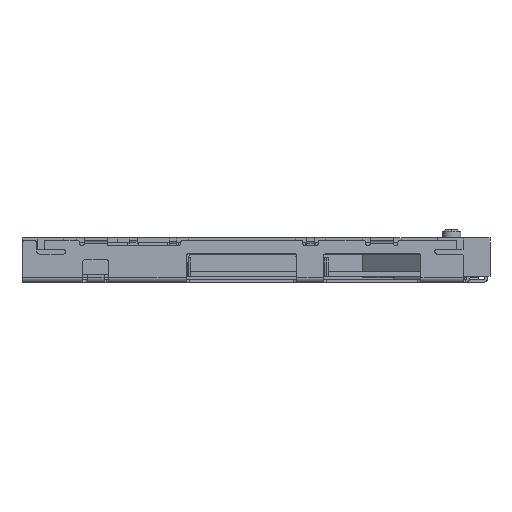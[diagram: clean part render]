
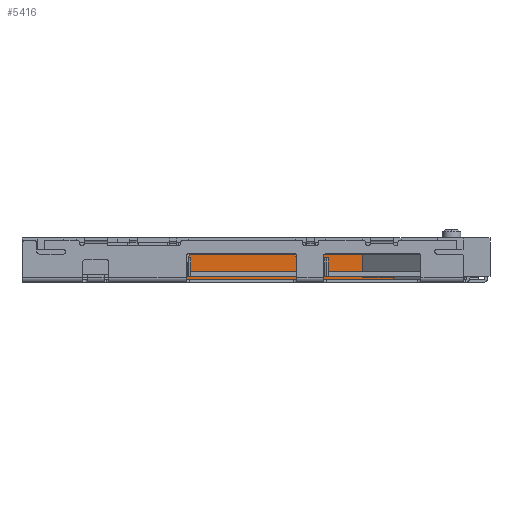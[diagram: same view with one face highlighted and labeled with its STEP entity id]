
A CAD part, left-side view. The second image highlights one B-rep face of the part: STEP entity #5416.
In plain terms, the highlighted planar face has unit normal (-1, 0, 0).
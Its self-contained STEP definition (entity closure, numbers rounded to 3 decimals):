
#2 = LINE ( 'NONE', #21271, #8973 ) ;
#36 = VECTOR ( 'NONE', #21565, 1000. ) ;
#813 = VERTEX_POINT ( 'NONE', #18551 ) ;
#1157 = EDGE_CURVE ( 'NONE', #23658, #2983, #6944, .T. ) ;
#1385 = LINE ( 'NONE', #21275, #2873 ) ;
#1460 = VECTOR ( 'NONE', #20435, 1000. ) ;
#2375 = CARTESIAN_POINT ( 'NONE',  ( 7.6, 0.521, -18.3 ) ) ;
#2873 = VECTOR ( 'NONE', #11708, 1000. ) ;
#2983 = VERTEX_POINT ( 'NONE', #13633 ) ;
#3311 = DIRECTION ( 'NONE',  ( 0., -1., 0. ) ) ;
#3607 = CARTESIAN_POINT ( 'NONE',  ( 7.6, 22.021, -18.3 ) ) ;
#3647 = CARTESIAN_POINT ( 'NONE',  ( 7.6, 6.321, -16.7 ) ) ;
#4045 = ORIENTED_EDGE ( 'NONE', *, *, #25861, .F. ) ;
#4069 = CARTESIAN_POINT ( 'NONE',  ( 7.6, 5.821, -18.3 ) ) ;
#4135 = CARTESIAN_POINT ( 'NONE',  ( 7.6, 21.721, -18.4 ) ) ;
#4171 = CARTESIAN_POINT ( 'NONE',  ( 7.6, 0.521, -18.4 ) ) ;
#4296 = VERTEX_POINT ( 'NONE', #4069 ) ;
#4303 = DIRECTION ( 'NONE',  ( 0., 1., 0. ) ) ;
#4415 = DIRECTION ( 'NONE',  ( 0., -1., 0. ) ) ;
#4691 = LINE ( 'NONE', #20914, #21971 ) ;
#4901 = CARTESIAN_POINT ( 'NONE',  ( 7.6, 21.721, -16.7 ) ) ;
#5028 = VECTOR ( 'NONE', #28855, 1000. ) ;
#5416 = ADVANCED_FACE ( 'NONE', ( #21040 ), #27291, .F. ) ;
#6208 = EDGE_CURVE ( 'NONE', #4296, #813, #9703, .T. ) ;
#6333 = LINE ( 'NONE', #3647, #1460 ) ;
#6944 = LINE ( 'NONE', #27289, #17860 ) ;
#8963 = VECTOR ( 'NONE', #10921, 1000. ) ;
#8973 = VECTOR ( 'NONE', #16131, 1000. ) ;
#9703 = LINE ( 'NONE', #3607, #8963 ) ;
#10021 = AXIS2_PLACEMENT_3D ( 'NONE', #29591, #20205, #27195 ) ;
#10440 = EDGE_CURVE ( 'NONE', #2983, #4296, #28184, .T. ) ;
#10921 = DIRECTION ( 'NONE',  ( 0., -1., 0. ) ) ;
#10993 = VERTEX_POINT ( 'NONE', #4135 ) ;
#11655 = VERTEX_POINT ( 'NONE', #4901 ) ;
#11708 = DIRECTION ( 'NONE',  ( 0., -1., 0. ) ) ;
#11824 = CARTESIAN_POINT ( 'NONE',  ( 7.6, 22.021, -18.4 ) ) ;
#12105 = ORIENTED_EDGE ( 'NONE', *, *, #15066, .F. ) ;
#12216 = CARTESIAN_POINT ( 'NONE',  ( 7.6, 12.621, -18.4 ) ) ;
#12347 = ORIENTED_EDGE ( 'NONE', *, *, #14552, .F. ) ;
#13633 = CARTESIAN_POINT ( 'NONE',  ( 7.6, 5.821, -16.65 ) ) ;
#14552 = EDGE_CURVE ( 'NONE', #11655, #18932, #4691, .T. ) ;
#14656 = ORIENTED_EDGE ( 'NONE', *, *, #18961, .T. ) ;
#15066 = EDGE_CURVE ( 'NONE', #16845, #26176, #20842, .T. ) ;
#15206 = EDGE_CURVE ( 'NONE', #10993, #26176, #29375, .T. ) ;
#15953 = VECTOR ( 'NONE', #4303, 1000. ) ;
#16131 = DIRECTION ( 'NONE',  ( 0., 0., 1. ) ) ;
#16845 = VERTEX_POINT ( 'NONE', #20237 ) ;
#16860 = DIRECTION ( 'NONE',  ( 0., 0., -1. ) ) ;
#17499 = EDGE_CURVE ( 'NONE', #23658, #18932, #6333, .T. ) ;
#17860 = VECTOR ( 'NONE', #3311, 1000. ) ;
#18551 = CARTESIAN_POINT ( 'NONE',  ( 7.6, 0.521, -18.3 ) ) ;
#18932 = VERTEX_POINT ( 'NONE', #28645 ) ;
#18961 = EDGE_CURVE ( 'NONE', #16845, #22928, #1385, .T. ) ;
#19156 = LINE ( 'NONE', #2375, #36 ) ;
#19164 = CARTESIAN_POINT ( 'NONE',  ( 7.6, 5.821, -18.3 ) ) ;
#20205 = DIRECTION ( 'NONE',  ( 1., 0., 0. ) ) ;
#20237 = CARTESIAN_POINT ( 'NONE',  ( 7.6, 10.221, -18.4 ) ) ;
#20341 = VECTOR ( 'NONE', #16860, 1000. ) ;
#20435 = DIRECTION ( 'NONE',  ( 0., 0., -1. ) ) ;
#20585 = ORIENTED_EDGE ( 'NONE', *, *, #17499, .T. ) ;
#20842 = LINE ( 'NONE', #25731, #15953 ) ;
#20914 = CARTESIAN_POINT ( 'NONE',  ( 7.6, 22.021, -16.7 ) ) ;
#21040 = FACE_OUTER_BOUND ( 'NONE', #23180, .T. ) ;
#21271 = CARTESIAN_POINT ( 'NONE',  ( 7.6, 21.721, -18.3 ) ) ;
#21275 = CARTESIAN_POINT ( 'NONE',  ( 7.6, 22.021, -18.4 ) ) ;
#21565 = DIRECTION ( 'NONE',  ( 0., 0., -1. ) ) ;
#21971 = VECTOR ( 'NONE', #4415, 1000. ) ;
#22928 = VERTEX_POINT ( 'NONE', #4171 ) ;
#23180 = EDGE_LOOP ( 'NONE', ( #12105, #14656, #23448, #30167, #25048, #30444, #20585, #12347, #4045, #26029 ) ) ;
#23448 = ORIENTED_EDGE ( 'NONE', *, *, #29127, .F. ) ;
#23658 = VERTEX_POINT ( 'NONE', #28900 ) ;
#25048 = ORIENTED_EDGE ( 'NONE', *, *, #10440, .F. ) ;
#25731 = CARTESIAN_POINT ( 'NONE',  ( 7.6, 11.121, -18.4 ) ) ;
#25861 = EDGE_CURVE ( 'NONE', #10993, #11655, #2, .T. ) ;
#26029 = ORIENTED_EDGE ( 'NONE', *, *, #15206, .T. ) ;
#26176 = VERTEX_POINT ( 'NONE', #12216 ) ;
#27195 = DIRECTION ( 'NONE',  ( 0., 0., -1. ) ) ;
#27289 = CARTESIAN_POINT ( 'NONE',  ( 7.6, 22.021, -16.65 ) ) ;
#27291 = PLANE ( 'NONE',  #10021 ) ;
#28184 = LINE ( 'NONE', #19164, #20341 ) ;
#28645 = CARTESIAN_POINT ( 'NONE',  ( 7.6, 6.321, -16.7 ) ) ;
#28855 = DIRECTION ( 'NONE',  ( 0., -1., 0. ) ) ;
#28900 = CARTESIAN_POINT ( 'NONE',  ( 7.6, 6.321, -16.65 ) ) ;
#29127 = EDGE_CURVE ( 'NONE', #813, #22928, #19156, .T. ) ;
#29375 = LINE ( 'NONE', #11824, #5028 ) ;
#29591 = CARTESIAN_POINT ( 'NONE',  ( 7.6, 22.021, -18.3 ) ) ;
#30167 = ORIENTED_EDGE ( 'NONE', *, *, #6208, .F. ) ;
#30444 = ORIENTED_EDGE ( 'NONE', *, *, #1157, .F. ) ;
